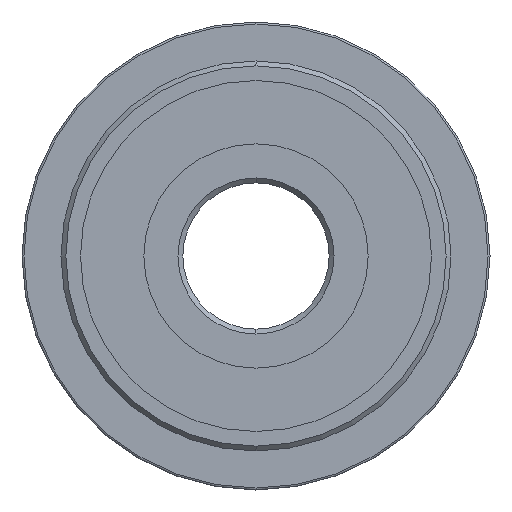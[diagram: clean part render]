
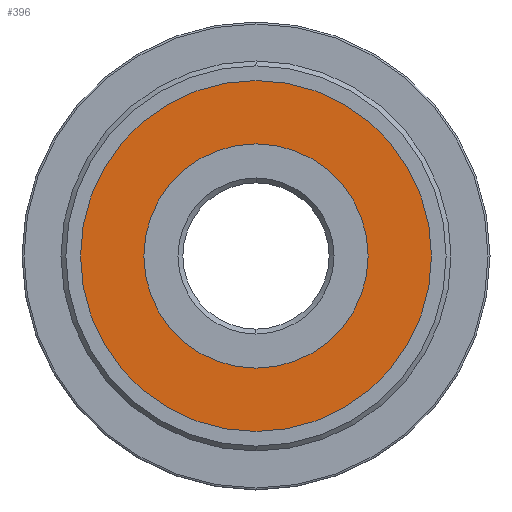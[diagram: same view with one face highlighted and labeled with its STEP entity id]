
A CAD part, left-side view. The second image highlights one B-rep face of the part: STEP entity #396.
In plain terms, the highlighted planar face has unit normal (-1, 0, 0).
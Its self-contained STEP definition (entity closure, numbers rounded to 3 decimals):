
#12 = CIRCLE ( 'NONE', #856, 18. ) ;
#27 = DIRECTION ( 'NONE',  ( -1., 0., 0. ) ) ;
#48 = CIRCLE ( 'NONE', #589, 11.5 ) ;
#83 = ORIENTED_EDGE ( 'NONE', *, *, #363, .T. ) ;
#93 = FACE_BOUND ( 'NONE', #414, .T. ) ;
#94 = ORIENTED_EDGE ( 'NONE', *, *, #161, .T. ) ;
#108 = CIRCLE ( 'NONE', #411, 18. ) ;
#114 = FACE_OUTER_BOUND ( 'NONE', #770, .T. ) ;
#161 = EDGE_CURVE ( 'NONE', #424, #303, #108, .T. ) ;
#162 = DIRECTION ( 'NONE',  ( -1., 0., 0. ) ) ;
#163 = CARTESIAN_POINT ( 'NONE',  ( 92.79, 0., -11.5 ) ) ;
#177 = EDGE_CURVE ( 'NONE', #211, #550, #48, .T. ) ;
#179 = AXIS2_PLACEMENT_3D ( 'NONE', #620, #279, #694 ) ;
#204 = CARTESIAN_POINT ( 'NONE',  ( 92.79, 0., 18. ) ) ;
#206 = PLANE ( 'NONE',  #179 ) ;
#211 = VERTEX_POINT ( 'NONE', #316 ) ;
#276 = CARTESIAN_POINT ( 'NONE',  ( 92.79, 0., -18. ) ) ;
#279 = DIRECTION ( 'NONE',  ( 1., 0., 0. ) ) ;
#303 = VERTEX_POINT ( 'NONE', #204 ) ;
#316 = CARTESIAN_POINT ( 'NONE',  ( 92.79, 0., 11.5 ) ) ;
#319 = ORIENTED_EDGE ( 'NONE', *, *, #177, .F. ) ;
#333 = AXIS2_PLACEMENT_3D ( 'NONE', #402, #830, #404 ) ;
#363 = EDGE_CURVE ( 'NONE', #303, #424, #12, .T. ) ;
#396 = ADVANCED_FACE ( 'NONE', ( #93, #114 ), #206, .F. ) ;
#402 = CARTESIAN_POINT ( 'NONE',  ( 92.79, 0., 0. ) ) ;
#404 = DIRECTION ( 'NONE',  ( 0., 0., 1. ) ) ;
#411 = AXIS2_PLACEMENT_3D ( 'NONE', #653, #27, #645 ) ;
#414 = EDGE_LOOP ( 'NONE', ( #319, #774 ) ) ;
#424 = VERTEX_POINT ( 'NONE', #276 ) ;
#550 = VERTEX_POINT ( 'NONE', #163 ) ;
#575 = CARTESIAN_POINT ( 'NONE',  ( 92.79, 0., 0. ) ) ;
#589 = AXIS2_PLACEMENT_3D ( 'NONE', #575, #162, #650 ) ;
#600 = DIRECTION ( 'NONE',  ( -1., 0., 0. ) ) ;
#620 = CARTESIAN_POINT ( 'NONE',  ( 92.79, 18., 0. ) ) ;
#645 = DIRECTION ( 'NONE',  ( 0., 0., 1. ) ) ;
#650 = DIRECTION ( 'NONE',  ( 0., 0., 1. ) ) ;
#653 = CARTESIAN_POINT ( 'NONE',  ( 92.79, 0., 0. ) ) ;
#683 = CARTESIAN_POINT ( 'NONE',  ( 92.79, 0., 0. ) ) ;
#694 = DIRECTION ( 'NONE',  ( 0., 0., -1. ) ) ;
#764 = DIRECTION ( 'NONE',  ( 0., 0., 1. ) ) ;
#770 = EDGE_LOOP ( 'NONE', ( #83, #94 ) ) ;
#774 = ORIENTED_EDGE ( 'NONE', *, *, #869, .F. ) ;
#830 = DIRECTION ( 'NONE',  ( -1., 0., 0. ) ) ;
#843 = CIRCLE ( 'NONE', #333, 11.5 ) ;
#856 = AXIS2_PLACEMENT_3D ( 'NONE', #683, #600, #764 ) ;
#869 = EDGE_CURVE ( 'NONE', #550, #211, #843, .T. ) ;
